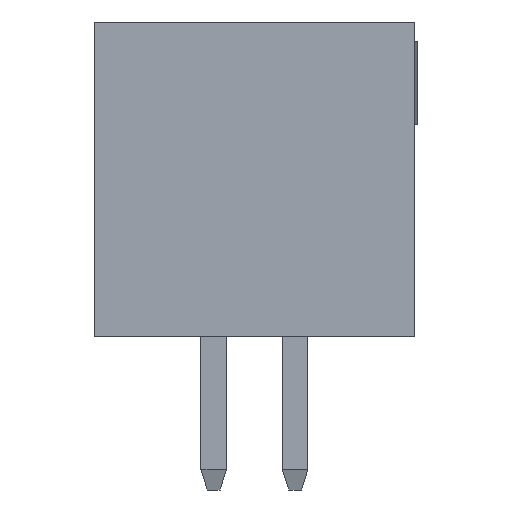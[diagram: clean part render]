
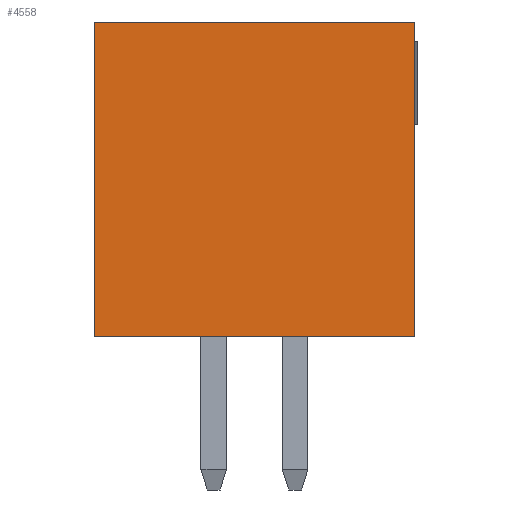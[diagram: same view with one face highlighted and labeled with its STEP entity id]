
A CAD part, left-side view. The second image highlights one B-rep face of the part: STEP entity #4558.
In plain terms, the highlighted planar face has unit normal (-1, 0, 0).
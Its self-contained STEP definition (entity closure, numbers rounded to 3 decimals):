
#621=ORIENTED_EDGE('',*,*,#1291,.F.);
#622=ORIENTED_EDGE('',*,*,#1278,.F.);
#623=ORIENTED_EDGE('',*,*,#1067,.T.);
#624=ORIENTED_EDGE('',*,*,#1386,.T.);
#1067=EDGE_CURVE('',#1560,#1559,#1875,.T.);
#1278=EDGE_CURVE('',#1560,#1708,#2086,.T.);
#1291=EDGE_CURVE('',#1708,#1715,#2099,.T.);
#1386=EDGE_CURVE('',#1559,#1715,#2194,.T.);
#1559=VERTEX_POINT('',#5717);
#1560=VERTEX_POINT('',#5719);
#1708=VERTEX_POINT('',#6134);
#1715=VERTEX_POINT('',#6155);
#1875=LINE('',#5718,#2367);
#2086=LINE('',#6133,#2578);
#2099=LINE('',#6154,#2591);
#2194=LINE('',#6342,#2686);
#2367=VECTOR('',#4852,1000.);
#2578=VECTOR('',#5175,1000.);
#2591=VECTOR('',#5190,1000.);
#2686=VECTOR('',#5331,1000.);
#2944=EDGE_LOOP('',(#621,#622,#623,#624));
#3126=FACE_BOUND('',#2944,.T.);
#3295=PLANE('',#4738);
#4558=ADVANCED_FACE('',(#3126),#3295,.T.);
#4738=AXIS2_PLACEMENT_3D('',#6343,#5332,#5333);
#4852=DIRECTION('',(0.,0.,1.));
#5175=DIRECTION('',(0.,1.,0.));
#5190=DIRECTION('',(0.,0.,1.));
#5331=DIRECTION('',(0.,1.,0.));
#5332=DIRECTION('',(-1.,0.,0.));
#5333=DIRECTION('',(0.,0.,1.));
#5717=CARTESIAN_POINT('',(-6.985,-2.5,2.45));
#5718=CARTESIAN_POINT('',(-6.985,-2.5,-2.45));
#5719=CARTESIAN_POINT('',(-6.985,-2.5,-2.45));
#6133=CARTESIAN_POINT('',(-6.985,-2.5,-2.45));
#6134=CARTESIAN_POINT('',(-6.985,2.5,-2.45));
#6154=CARTESIAN_POINT('',(-6.985,2.5,-2.45));
#6155=CARTESIAN_POINT('',(-6.985,2.5,2.45));
#6342=CARTESIAN_POINT('',(-6.985,-2.5,2.45));
#6343=CARTESIAN_POINT('',(-6.985,-2.5,-2.45));
